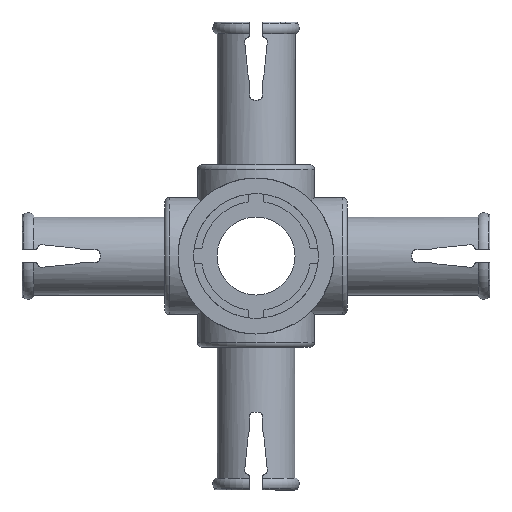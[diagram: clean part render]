
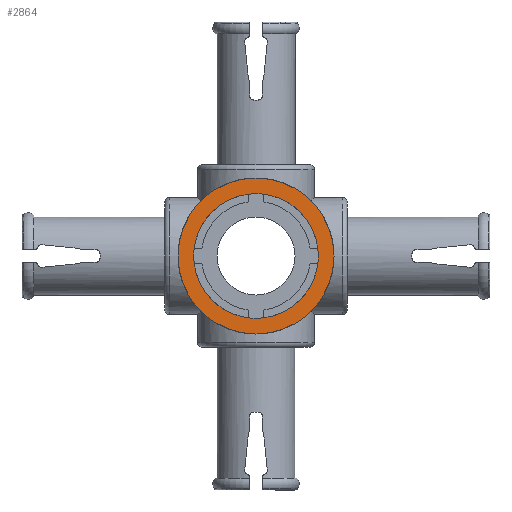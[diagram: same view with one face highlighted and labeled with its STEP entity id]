
A CAD part, front view. The second image highlights one B-rep face of the part: STEP entity #2864.
In plain terms, the highlighted planar face has unit normal (0, -1, 0).
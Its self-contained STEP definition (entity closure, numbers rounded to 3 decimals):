
#38=FACE_BOUND('',#316,.T.);
#66=PLANE('',#3101);
#162=FACE_OUTER_BOUND('',#315,.T.);
#315=EDGE_LOOP('',(#2001,#2002));
#316=EDGE_LOOP('',(#2003,#2004));
#939=CIRCLE('',#3004,5.);
#940=CIRCLE('',#3005,5.);
#981=CIRCLE('',#3081,4.);
#982=CIRCLE('',#3082,4.);
#1058=VERTEX_POINT('',#4150);
#1059=VERTEX_POINT('',#4152);
#1132=VERTEX_POINT('',#4409);
#1133=VERTEX_POINT('',#4410);
#1351=EDGE_CURVE('',#1059,#1058,#939,.T.);
#1352=EDGE_CURVE('',#1058,#1059,#940,.T.);
#1449=EDGE_CURVE('',#1132,#1133,#981,.T.);
#1450=EDGE_CURVE('',#1133,#1132,#982,.T.);
#2001=ORIENTED_EDGE('',*,*,#1351,.T.);
#2002=ORIENTED_EDGE('',*,*,#1352,.T.);
#2003=ORIENTED_EDGE('',*,*,#1449,.T.);
#2004=ORIENTED_EDGE('',*,*,#1450,.T.);
#2864=ADVANCED_FACE('',(#162,#38),#66,.F.);
#3004=AXIS2_PLACEMENT_3D('',#4153,#3304,#3305);
#3005=AXIS2_PLACEMENT_3D('',#4154,#3306,#3307);
#3081=AXIS2_PLACEMENT_3D('',#4411,#3507,#3508);
#3082=AXIS2_PLACEMENT_3D('',#4412,#3509,#3510);
#3101=AXIS2_PLACEMENT_3D('',#4460,#3563,#3564);
#3304=DIRECTION('center_axis',(0.,-1.,0.));
#3305=DIRECTION('ref_axis',(0.,0.,
-1.));
#3306=DIRECTION('center_axis',(0.,-1.,0.));
#3307=DIRECTION('ref_axis',(0.,0.,
-1.));
#3507=DIRECTION('center_axis',(0.,1.,0.));
#3508=DIRECTION('ref_axis',(0.125,0.,0.992));
#3509=DIRECTION('center_axis',(0.,1.,0.));
#3510=DIRECTION('ref_axis',(0.125,0.,0.992));
#3563=DIRECTION('center_axis',(0.,1.,0.));
#3564=DIRECTION('ref_axis',(0.,0.,
1.));
#4150=CARTESIAN_POINT('',(52.614,0.,-1.598));
#4152=CARTESIAN_POINT('',(47.614,0.,3.402));
#4153=CARTESIAN_POINT('Origin',(52.614,0.,3.402));
#4154=CARTESIAN_POINT('Origin',(52.614,0.,3.402));
#4409=CARTESIAN_POINT('',(52.114,0.,7.371));
#4410=CARTESIAN_POINT('',(48.645,0.,2.902));
#4411=CARTESIAN_POINT('Origin',(52.614,0.,3.402));
#4412=CARTESIAN_POINT('Origin',(52.614,0.,3.402));
#4460=CARTESIAN_POINT('Origin',(52.614,0.,3.402));
